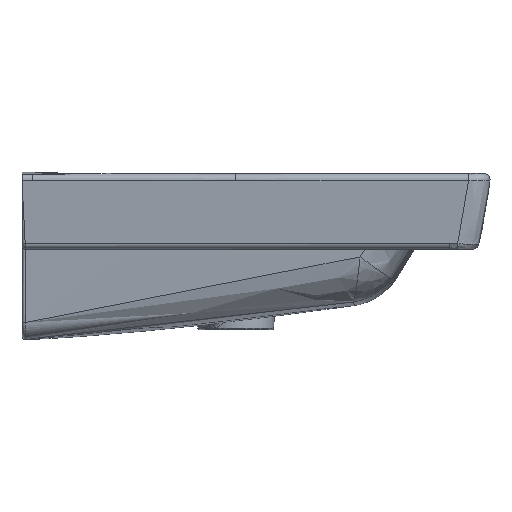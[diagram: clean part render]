
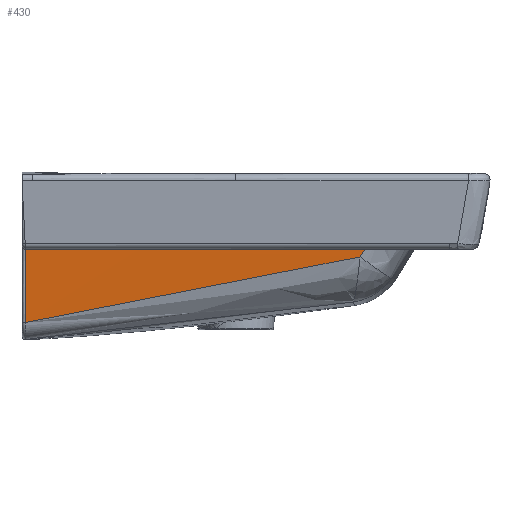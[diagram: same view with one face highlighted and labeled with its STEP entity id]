
A CAD part, left-side view. The second image highlights one B-rep face of the part: STEP entity #430.
In plain terms, the highlighted free-form (B-spline) face has degree [3, 3] with [6, 4] control points.
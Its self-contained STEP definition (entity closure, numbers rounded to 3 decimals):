
#430=ADVANCED_FACE('',(#653),#499,.T.);
#499=B_SPLINE_SURFACE_WITH_KNOTS('',3,3,((#18883,#18884,#18885,#18886),
(#18887,#18888,#18889,#18890),(#18891,#18892,#18893,#18894),(#18895,#18896,
#18897,#18898),(#18899,#18900,#18901,#18902),(#18903,#18904,#18905,#18906)),
 .UNSPECIFIED.,.F.,.F.,.F.,(4,2,4),(4,4),(0.,0.5,1.),(0.,1.),
 .UNSPECIFIED.);
#653=FACE_OUTER_BOUND('',#826,.T.);
#826=EDGE_LOOP('',(#1565,#1566,#1567,#1568,#1569,#1570));
#904=(
BOUNDED_CURVE()
B_SPLINE_CURVE(3,(#18879,#18880,#18881,#18882),.UNSPECIFIED.,.F.,.F.)
B_SPLINE_CURVE_WITH_KNOTS((4,4),(0.,1.),.UNSPECIFIED.)
CURVE()
GEOMETRIC_REPRESENTATION_ITEM()
RATIONAL_B_SPLINE_CURVE((1.,1.,1.,1.))
REPRESENTATION_ITEM('')
);
#1565=ORIENTED_EDGE('',*,*,#2347,.T.);
#1566=ORIENTED_EDGE('',*,*,#2388,.F.);
#1567=ORIENTED_EDGE('',*,*,#2389,.F.);
#1568=ORIENTED_EDGE('',*,*,#2250,.T.);
#1569=ORIENTED_EDGE('',*,*,#2300,.T.);
#1570=ORIENTED_EDGE('',*,*,#2386,.T.);
#1900=VERTEX_POINT('',#16199);
#1907=VERTEX_POINT('',#16680);
#1909=VERTEX_POINT('',#16719);
#1960=VERTEX_POINT('',#18087);
#1961=VERTEX_POINT('',#18092);
#1985=VERTEX_POINT('',#18878);
#2250=EDGE_CURVE('',#1909,#1907,#2621,.T.);
#2300=EDGE_CURVE('',#1907,#1900,#2654,.T.);
#2347=EDGE_CURVE('',#1961,#1960,#2679,.T.);
#2386=EDGE_CURVE('',#1900,#1961,#2711,.T.);
#2388=EDGE_CURVE('',#1985,#1960,#2712,.T.);
#2389=EDGE_CURVE('',#1909,#1985,#904,.T.);
#2621=B_SPLINE_CURVE_WITH_KNOTS('',3,(#16715,#16716,#16717,#16718),
 .UNSPECIFIED.,.F.,.F.,(4,4),(0.,1.),.UNSPECIFIED.);
#2654=B_SPLINE_CURVE_WITH_KNOTS('',3,(#17546,#17547,#17548,#17549,#17550,
#17551,#17552,#17553,#17554,#17555,#17556,#17557,#17558,#17559,#17560,#17561,
#17562,#17563,#17564,#17565,#17566,#17567,#17568,#17569,#17570),
 .UNSPECIFIED.,.F.,.F.,(4,2,2,2,1,1,2,2,2,2,1,2,2,4),(0.,0.25,0.375,0.438,
0.469,0.484,0.492,0.5,0.625,0.688,0.719,0.734,0.75,1.),
 .UNSPECIFIED.);
#2679=B_SPLINE_CURVE_WITH_KNOTS('',3,(#18088,#18089,#18090,#18091),
 .UNSPECIFIED.,.F.,.F.,(4,4),(0.,1.),.UNSPECIFIED.);
#2711=B_SPLINE_CURVE_WITH_KNOTS('',3,(#18838,#18839,#18840,#18841),
 .UNSPECIFIED.,.F.,.F.,(4,4),(0.,1.),.UNSPECIFIED.);
#2712=B_SPLINE_CURVE_WITH_KNOTS('',3,(#18858,#18859,#18860,#18861,#18862,
#18863,#18864,#18865,#18866,#18867,#18868,#18869,#18870,#18871,#18872,#18873,
#18874,#18875,#18876,#18877),.UNSPECIFIED.,.F.,.F.,(4,2,2,2,2,2,2,2,2,4),
(0.,0.5,0.531,0.563,0.625,
0.75,0.781,0.813,0.875,
1.),.UNSPECIFIED.);
#16199=CARTESIAN_POINT('',(-209.976,-116.472,-77.257));
#16680=CARTESIAN_POINT('',(-213.366,196.923,-138.748));
#16715=CARTESIAN_POINT('',(-221.678,196.942,-64.498));
#16716=CARTESIAN_POINT('',(-219.765,196.915,-89.333));
#16717=CARTESIAN_POINT('',(-216.984,196.908,-114.101));
#16718=CARTESIAN_POINT('',(-213.366,196.923,-138.748));
#16719=CARTESIAN_POINT('',(-221.681,196.942,-64.499));
#17546=CARTESIAN_POINT('',(-213.366,196.923,-138.748));
#17547=CARTESIAN_POINT('',(-213.078,169.586,-134.033));
#17548=CARTESIAN_POINT('',(-212.796,142.88,-129.26));
#17549=CARTESIAN_POINT('',(-212.379,103.687,-122.029));
#17550=CARTESIAN_POINT('',(-212.241,90.767,-119.606));
#17551=CARTESIAN_POINT('',(-212.036,71.599,-115.957));
#17552=CARTESIAN_POINT('',(-211.967,65.244,-114.738));
#17553=CARTESIAN_POINT('',(-211.866,55.765,-112.906));
#17554=CARTESIAN_POINT('',(-211.815,51.038,-111.989));
#17555=CARTESIAN_POINT('',(-211.755,45.546,-110.918));
#17556=CARTESIAN_POINT('',(-211.73,43.197,-110.458));
#17557=CARTESIAN_POINT('',(-211.713,41.632,-110.152));
#17558=CARTESIAN_POINT('',(-211.705,40.902,-110.009));
#17559=CARTESIAN_POINT('',(-211.552,26.741,-107.231));
#17560=CARTESIAN_POINT('',(-211.409,13.552,-104.604));
#17561=CARTESIAN_POINT('',(-211.196,-6.025,-100.645));
#17562=CARTESIAN_POINT('',(-211.125,-12.517,-99.323));
#17563=CARTESIAN_POINT('',(-211.019,-22.203,-97.336));
#17564=CARTESIAN_POINT('',(-210.966,-27.034,-96.341));
#17565=CARTESIAN_POINT('',(-210.914,-31.845,-95.345));
#17566=CARTESIAN_POINT('',(-210.878,-35.048,-94.681));
#17567=CARTESIAN_POINT('',(-210.861,-36.596,-94.359));
#17568=CARTESIAN_POINT('',(-210.553,-64.625,-88.525));
#17569=CARTESIAN_POINT('',(-210.264,-90.702,-82.936));
#17570=CARTESIAN_POINT('',(-209.975,-116.472,-77.258));
#18087=CARTESIAN_POINT('',(-220.429,142.636,-59.885));
#18088=CARTESIAN_POINT('',(-211.548,-127.547,-59.885));
#18089=CARTESIAN_POINT('',(-214.969,-33.112,-59.883));
#18090=CARTESIAN_POINT('',(-217.895,58.011,-59.883));
#18091=CARTESIAN_POINT('',(-220.426,142.635,-59.884));
#18092=CARTESIAN_POINT('',(-211.548,-127.547,-59.885));
#18838=CARTESIAN_POINT('',(-209.976,-116.471,-77.256));
#18839=CARTESIAN_POINT('',(-210.516,-120.373,-71.59));
#18840=CARTESIAN_POINT('',(-211.042,-124.065,-65.799));
#18841=CARTESIAN_POINT('',(-211.548,-127.547,-59.885));
#18858=CARTESIAN_POINT('',(-220.319,151.06,-64.479));
#18859=CARTESIAN_POINT('',(-220.269,149.387,-64.478));
#18860=CARTESIAN_POINT('',(-220.254,147.715,-64.039));
#18861=CARTESIAN_POINT('',(-220.277,146.175,-63.185));
#18862=CARTESIAN_POINT('',(-220.278,146.085,-63.134));
#18863=CARTESIAN_POINT('',(-220.281,145.908,-63.028));
#18864=CARTESIAN_POINT('',(-220.281,145.902,-63.024));
#18865=CARTESIAN_POINT('',(-220.283,145.816,-62.971));
#18866=CARTESIAN_POINT('',(-220.285,145.725,-62.915));
#18867=CARTESIAN_POINT('',(-220.293,145.358,-62.678));
#18868=CARTESIAN_POINT('',(-220.302,144.987,-62.428));
#18869=CARTESIAN_POINT('',(-220.324,144.414,-61.938));
#18870=CARTESIAN_POINT('',(-220.328,144.294,-61.831));
#18871=CARTESIAN_POINT('',(-220.34,144.045,-61.598));
#18872=CARTESIAN_POINT('',(-220.348,143.879,-61.432));
#18873=CARTESIAN_POINT('',(-220.36,143.637,-61.18));
#18874=CARTESIAN_POINT('',(-220.369,143.49,-61.015));
#18875=CARTESIAN_POINT('',(-220.395,143.086,-60.535));
#18876=CARTESIAN_POINT('',(-220.412,142.865,-60.236));
#18877=CARTESIAN_POINT('',(-220.432,142.637,-59.884));
#18878=CARTESIAN_POINT('',(-220.317,151.06,-64.479));
#18879=CARTESIAN_POINT('',(-221.684,196.942,-64.499));
#18880=CARTESIAN_POINT('',(-221.236,181.648,-64.492));
#18881=CARTESIAN_POINT('',(-220.781,166.354,-64.486));
#18882=CARTESIAN_POINT('',(-220.319,151.06,-64.479));
#18883=CARTESIAN_POINT('',(-224.257,200.396,-23.17));
#18884=CARTESIAN_POINT('',(-221.935,95.358,-13.36));
#18885=CARTESIAN_POINT('',(-219.431,-17.931,-0.495));
#18886=CARTESIAN_POINT('',(-216.904,-132.233,14.812));
#18887=CARTESIAN_POINT('',(-223.37,200.153,-42.684));
#18888=CARTESIAN_POINT('',(-221.011,93.42,-32.719));
#18889=CARTESIAN_POINT('',(-218.497,-20.282,-19.808));
#18890=CARTESIAN_POINT('',(-215.966,-134.797,-4.474));
#18891=CARTESIAN_POINT('',(-222.126,199.914,-62.143));
#18892=CARTESIAN_POINT('',(-219.729,91.49,-52.022));
#18893=CARTESIAN_POINT('',(-217.207,-22.622,-39.066));
#18894=CARTESIAN_POINT('',(-214.671,-137.346,-23.704));
#18895=CARTESIAN_POINT('',(-218.498,199.437,-100.97));
#18896=CARTESIAN_POINT('',(-216.027,87.641,-90.54));
#18897=CARTESIAN_POINT('',(-213.487,-27.278,-77.494));
#18898=CARTESIAN_POINT('',(-210.942,-142.407,-62.079));
#18899=CARTESIAN_POINT('',(-216.163,199.199,-120.336));
#18900=CARTESIAN_POINT('',(-213.654,85.723,-109.752));
#18901=CARTESIAN_POINT('',(-211.105,-29.593,-96.661));
#18902=CARTESIAN_POINT('',(-208.556,-144.921,-81.219));
#18903=CARTESIAN_POINT('',(-213.31,198.962,-139.625));
#18904=CARTESIAN_POINT('',(-210.764,83.813,-128.887));
#18905=CARTESIAN_POINT('',(-208.206,-31.895,-115.753));
#18906=CARTESIAN_POINT('',(-205.653,-147.413,-100.285));
